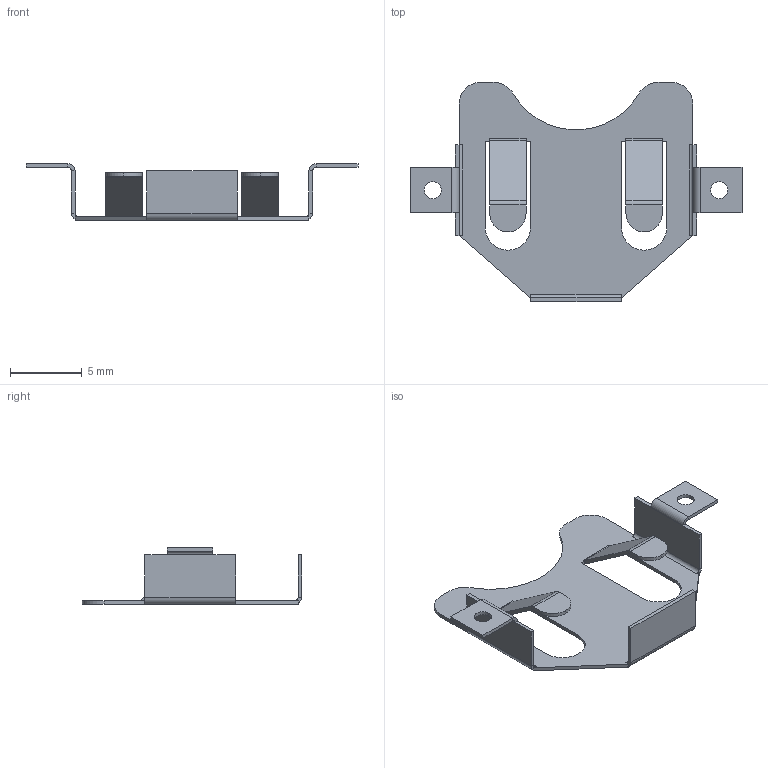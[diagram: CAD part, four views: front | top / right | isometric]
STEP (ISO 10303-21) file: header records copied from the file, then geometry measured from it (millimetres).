
FILE_DESCRIPTION (( 'STEP AP214' ), '1' );
FILE_NAME ('B8C29791-4227-4B11-A8FB-076127949D29.STEP', '2023-05-12T20:12:09', ( '' ), ( '' ), 'SwSTEP 2.0', 'SolidWorks 2022', '' );
FILE_SCHEMA (( 'AUTOMOTIVE_DESIGN' ));
Length unit declared in the file: inch
Products named in the file (1): B8C29791-4227-4B11-A8FB-076127949D29
Bounding box: 23.22 x 15.34 x 3.96 mm (x, y, z)
Volume: 69.3 mm3; surface area: 588.3 mm2
Topology: 1 solids, 1 shells, 120 faces, 292 edges, 174 vertices
Faces by surface type: plane 87, cylinder 33
Entity records: 3492 total; most frequent: DIRECTION 610, CARTESIAN_POINT 587, ORIENTED_EDGE 584, EDGE_CURVE 292, VECTOR 216, LINE 216, AXIS2_PLACEMENT_3D 197, VERTEX_POINT 174
